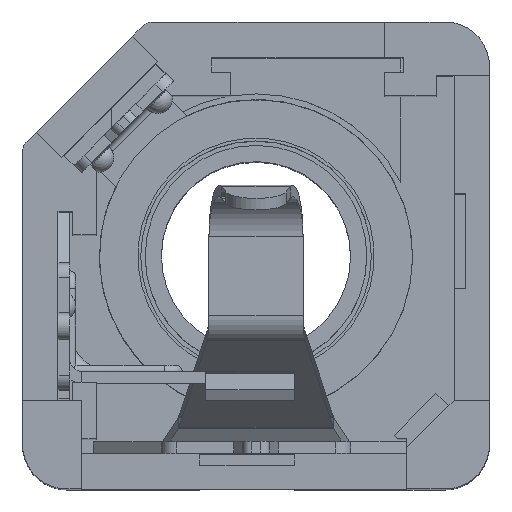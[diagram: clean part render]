
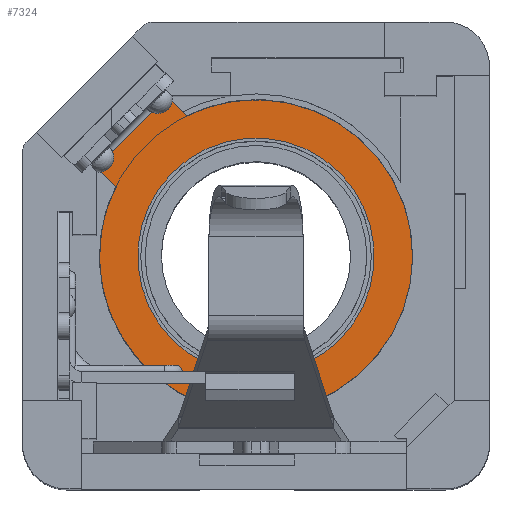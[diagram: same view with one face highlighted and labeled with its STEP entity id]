
A CAD part, top view. The second image highlights one B-rep face of the part: STEP entity #7324.
In plain terms, the highlighted planar face has unit normal (0, 0, 1).
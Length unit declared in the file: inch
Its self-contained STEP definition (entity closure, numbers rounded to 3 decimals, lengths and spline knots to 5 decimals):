
#146=CIRCLE('',#7661,0.20866);
#157=CIRCLE('',#7679,0.15748);
#388=FACE_BOUND('',#2390,.T.);
#848=LINE('',#11279,#1622);
#849=LINE('',#11281,#1623);
#850=LINE('',#11282,#1624);
#1622=VECTOR('',#8770,0.03662);
#1623=VECTOR('',#8771,0.13386);
#1624=VECTOR('',#8772,0.03662);
#2088=FACE_OUTER_BOUND('',#2389,.T.);
#2389=EDGE_LOOP('',(#5747,#5748,#5749,#5750));
#2390=EDGE_LOOP('',(#5751));
#3176=VERTEX_POINT('',#11202);
#3177=VERTEX_POINT('',#11204);
#3208=VERTEX_POINT('',#11278);
#3209=VERTEX_POINT('',#11280);
#3210=VERTEX_POINT('',#11283);
#4213=EDGE_CURVE('',#3176,#3177,#146,.T.);
#4249=EDGE_CURVE('',#3176,#3208,#848,.T.);
#4250=EDGE_CURVE('',#3208,#3209,#849,.T.);
#4251=EDGE_CURVE('',#3209,#3177,#850,.T.);
#4252=EDGE_CURVE('',#3210,#3210,#157,.T.);
#5747=ORIENTED_EDGE('',*,*,#4213,.F.);
#5748=ORIENTED_EDGE('',*,*,#4249,.T.);
#5749=ORIENTED_EDGE('',*,*,#4250,.T.);
#5750=ORIENTED_EDGE('',*,*,#4251,.T.);
#5751=ORIENTED_EDGE('',*,*,#4252,.T.);
#6849=PLANE('',#7678);
#7324=ADVANCED_FACE('',(#2088,#388),#6849,.T.);
#7661=AXIS2_PLACEMENT_3D('',#11205,#8709,#8710);
#7678=AXIS2_PLACEMENT_3D('',#11277,#8768,#8769);
#7679=AXIS2_PLACEMENT_3D('',#11284,#8773,#8774);
#8709=DIRECTION('center_axis',(0.,0.,-1.));
#8710=DIRECTION('ref_axis',(-0.443,0.897,0.));
#8768=DIRECTION('center_axis',(0.,0.,1.));
#8769=DIRECTION('ref_axis',(0.707,0.707,0.));
#8770=DIRECTION('',(-0.707,0.707,0.));
#8771=DIRECTION('',(-0.707,-0.707,0.));
#8772=DIRECTION('',(0.707,-0.707,0.));
#8773=DIRECTION('center_axis',(0.,0.,-1.));
#8774=DIRECTION('ref_axis',(0.707,0.707,0.));
#11202=CARTESIAN_POINT('',(0.2186,0.4981,-0.58661));
#11204=CARTESIAN_POINT('',(0.12395,0.40345,-0.58661));
#11205=CARTESIAN_POINT('Origin',(0.31102,0.31102,-0.58661));
#11277=CARTESIAN_POINT('Origin',(0.31102,0.31102,-0.58661));
#11278=CARTESIAN_POINT('',(0.19271,0.52399,-0.58661));
#11279=CARTESIAN_POINT('',(0.2186,0.4981,-0.58661));
#11280=CARTESIAN_POINT('',(0.09806,0.42934,-0.58661));
#11281=CARTESIAN_POINT('',(0.19271,0.52399,-0.58661));
#11282=CARTESIAN_POINT('',(0.09806,0.42934,-0.58661));
#11283=CARTESIAN_POINT('',(0.42238,0.42238,-0.58661));
#11284=CARTESIAN_POINT('Origin',(0.31102,0.31102,-0.58661));
